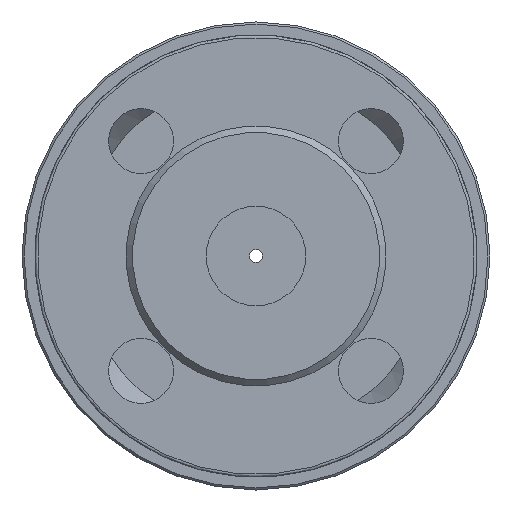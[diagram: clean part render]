
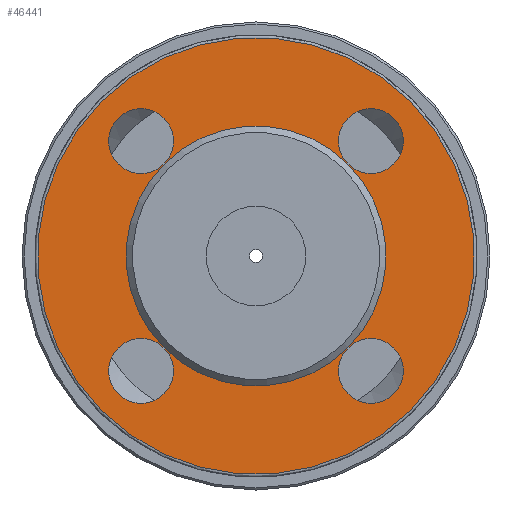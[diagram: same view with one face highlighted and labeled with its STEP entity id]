
A CAD part, front view. The second image highlights one B-rep face of the part: STEP entity #46441.
In plain terms, the highlighted free-form (B-spline) face has degree [1, 1] with [2, 2] control points.
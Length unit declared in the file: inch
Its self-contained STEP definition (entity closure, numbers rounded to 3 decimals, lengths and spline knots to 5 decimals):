
#46314=CARTESIAN_POINT('',(3.97839,-10.7367,23.17359));
#46315=VERTEX_POINT('',#46314);
#46316=CARTESIAN_POINT('',(2.49347,-9.25177,23.17359));
#46317=DIRECTION('',(0.,0.,1.));
#46318=DIRECTION('',(-0.707,0.707,0.));
#46319=AXIS2_PLACEMENT_3D('',#46316,#46317,#46318);
#46320=CIRCLE('',#46319,2.1);
#46321=EDGE_CURVE('',#46315,#46315,#46320,.T.);
#46367=CARTESIAN_POINT('',(6.69347,-9.25177,23.17359));
#46368=CARTESIAN_POINT('',(2.49347,-5.05177,23.17359));
#46369=CARTESIAN_POINT('',(2.49347,-13.45177,23.17359));
#46370=CARTESIAN_POINT('',(-1.70653,-9.25177,23.17359));
#46371=B_SPLINE_SURFACE_WITH_KNOTS('',1,1,((#46367,#46369),(#46368,#46370)),.UNSPECIFIED.,.F.,.F.,.U.,(2,2),(2,2),(0.0,5.9397),(0.0,5.9397),.UNSPECIFIED.);
#46372=ORIENTED_EDGE('',*,*,#46321,.T.);
#46373=EDGE_LOOP('',(#46372));
#46374=FACE_OUTER_BOUND('',#46373,.T.);
#46375=CARTESIAN_POINT('',(3.37735,-10.13566,23.17359));
#46376=VERTEX_POINT('',#46375);
#46377=CARTESIAN_POINT('',(3.59832,-10.35663,23.17359));
#46378=DIRECTION('',(0.,0.,-1.));
#46379=DIRECTION('',(0.707,-0.707,0.));
#46380=AXIS2_PLACEMENT_3D('',#46377,#46378,#46379);
#46381=CIRCLE('',#46380,0.3125);
#46382=EDGE_CURVE('',#46376,#46376,#46381,.T.);
#46383=ORIENTED_EDGE('',*,*,#46382,.T.);
#46384=CARTESIAN_POINT('',(1.60959,-10.13566,23.17359));
#46385=VERTEX_POINT('',#46384);
#46386=CARTESIAN_POINT('',(2.49347,-9.25177,23.17359));
#46387=DIRECTION('',(0.,0.,1.));
#46388=DIRECTION('',(-0.707,0.707,0.));
#46389=AXIS2_PLACEMENT_3D('',#46386,#46387,#46388);
#46390=CIRCLE('',#46389,1.25);
#46391=EDGE_CURVE('',#46385,#46376,#46390,.T.);
#46392=ORIENTED_EDGE('',*,*,#46391,.F.);
#46393=CARTESIAN_POINT('',(1.38862,-10.35663,23.17359));
#46394=DIRECTION('',(0.,0.,-1.));
#46395=DIRECTION('',(0.707,-0.707,0.));
#46396=AXIS2_PLACEMENT_3D('',#46393,#46394,#46395);
#46397=CIRCLE('',#46396,0.3125);
#46398=EDGE_CURVE('',#46385,#46385,#46397,.T.);
#46399=ORIENTED_EDGE('',*,*,#46398,.T.);
#46400=CARTESIAN_POINT('',(1.60959,-8.36789,23.17359));
#46401=VERTEX_POINT('',#46400);
#46402=CARTESIAN_POINT('',(2.49347,-9.25177,23.17359));
#46403=DIRECTION('',(0.,0.,1.));
#46404=DIRECTION('',(-0.707,0.707,0.));
#46405=AXIS2_PLACEMENT_3D('',#46402,#46403,#46404);
#46406=CIRCLE('',#46405,1.25);
#46407=EDGE_CURVE('',#46401,#46385,#46406,.T.);
#46408=ORIENTED_EDGE('',*,*,#46407,.F.);
#46409=CARTESIAN_POINT('',(1.38862,-8.14692,23.17359));
#46410=DIRECTION('',(0.,0.,1.));
#46411=DIRECTION('',(0.707,-0.707,0.));
#46412=AXIS2_PLACEMENT_3D('',#46409,#46410,#46411);
#46413=CIRCLE('',#46412,0.3125);
#46414=EDGE_CURVE('',#46401,#46401,#46413,.T.);
#46415=ORIENTED_EDGE('',*,*,#46414,.F.);
#46416=CARTESIAN_POINT('',(3.37735,-8.36789,23.17359));
#46417=VERTEX_POINT('',#46416);
#46418=CARTESIAN_POINT('',(2.49347,-9.25177,23.17359));
#46419=DIRECTION('',(0.,0.,1.));
#46420=DIRECTION('',(-0.707,0.707,0.));
#46421=AXIS2_PLACEMENT_3D('',#46418,#46419,#46420);
#46422=CIRCLE('',#46421,1.25);
#46423=EDGE_CURVE('',#46417,#46401,#46422,.T.);
#46424=ORIENTED_EDGE('',*,*,#46423,.F.);
#46425=CARTESIAN_POINT('',(3.59832,-8.14692,23.17359));
#46426=DIRECTION('',(0.,0.,1.));
#46427=DIRECTION('',(0.707,-0.707,0.));
#46428=AXIS2_PLACEMENT_3D('',#46425,#46426,#46427);
#46429=CIRCLE('',#46428,0.3125);
#46430=EDGE_CURVE('',#46417,#46417,#46429,.T.);
#46431=ORIENTED_EDGE('',*,*,#46430,.F.);
#46432=CARTESIAN_POINT('',(2.49347,-9.25177,23.17359));
#46433=DIRECTION('',(0.,0.,1.));
#46434=DIRECTION('',(-0.707,0.707,0.));
#46435=AXIS2_PLACEMENT_3D('',#46432,#46433,#46434);
#46436=CIRCLE('',#46435,1.25);
#46437=EDGE_CURVE('',#46376,#46417,#46436,.T.);
#46438=ORIENTED_EDGE('',*,*,#46437,.F.);
#46439=EDGE_LOOP('',(#46383,#46392,#46399,#46408,#46415,#46424,#46431,#46438));
#46440=FACE_BOUND('',#46439,.T.);
#46441=ADVANCED_FACE('',(#46374,#46440),#46371,.T.);
